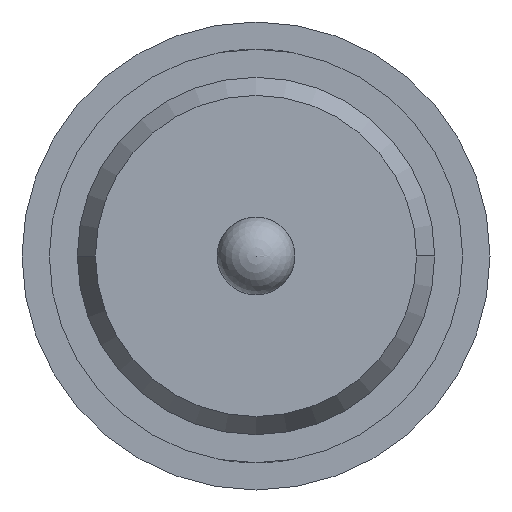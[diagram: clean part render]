
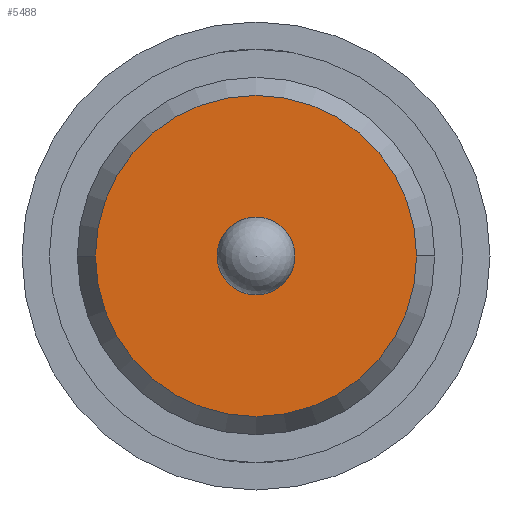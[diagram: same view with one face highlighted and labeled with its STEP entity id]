
A CAD part, front view. The second image highlights one B-rep face of the part: STEP entity #5488.
In plain terms, the highlighted planar face has unit normal (0, -1, 0).
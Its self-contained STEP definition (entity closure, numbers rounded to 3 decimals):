
#169 = CIRCLE ( 'NONE', #3753, 1.03 ) ;
#245 = DIRECTION ( 'NONE',  ( 1., 0., 0. ) ) ;
#365 = DIRECTION ( 'NONE',  ( 0., 1., 0. ) ) ;
#432 = DIRECTION ( 'NONE',  ( 1., 0., 0. ) ) ;
#512 = DIRECTION ( 'NONE',  ( 1., 0., 0. ) ) ;
#516 = VERTEX_POINT ( 'NONE', #2333 ) ;
#533 = CARTESIAN_POINT ( 'NONE',  ( -1.145, -28.6, 0. ) ) ;
#601 = ORIENTED_EDGE ( 'NONE', *, *, #3883, .T. ) ;
#699 = AXIS2_PLACEMENT_3D ( 'NONE', #5091, #365, #2908 ) ;
#902 = FACE_BOUND ( 'NONE', #4821, .T. ) ;
#1027 = CARTESIAN_POINT ( 'NONE',  ( 0., -28.6, 0. ) ) ;
#1243 = CARTESIAN_POINT ( 'NONE',  ( 1.03, -28.6, 0. ) ) ;
#1377 = VERTEX_POINT ( 'NONE', #1243 ) ;
#1460 = AXIS2_PLACEMENT_3D ( 'NONE', #533, #3526, #512 ) ;
#1719 = CARTESIAN_POINT ( 'NONE',  ( 0., -28.6, 0. ) ) ;
#1799 = ORIENTED_EDGE ( 'NONE', *, *, #4171, .T. ) ;
#1964 = CARTESIAN_POINT ( 'NONE',  ( 0., -28.6, 0. ) ) ;
#1986 = CIRCLE ( 'NONE', #2178, 1.03 ) ;
#2178 = AXIS2_PLACEMENT_3D ( 'NONE', #1719, #4333, #432 ) ;
#2289 = ORIENTED_EDGE ( 'NONE', *, *, #2566, .T. ) ;
#2333 = CARTESIAN_POINT ( 'NONE',  ( -1.03, -28.6, 0. ) ) ;
#2386 = CIRCLE ( 'NONE', #5277, 0.25 ) ;
#2397 = CARTESIAN_POINT ( 'NONE',  ( 0., -28.6, -0.25 ) ) ;
#2566 = EDGE_CURVE ( 'Defeature ausgef�hrt1_17+Defeature ausgef�hrt1_14+Defeature ausgef�hrt1_14+Defeature ausgef�hrt1_14', #4085, #5647, #3095, .T. ) ;
#2908 = DIRECTION ( 'NONE',  ( 0., 0., -1. ) ) ;
#3023 = EDGE_CURVE ( 'Defeature ausgef�hrt1_17+Defeature ausgef�hrt1_16+Defeature ausgef�hrt1_16+Defeature ausgef�hrt1_16', #1377, #516, #169, .T. ) ;
#3095 = CIRCLE ( 'NONE', #699, 0.25 ) ;
#3277 = EDGE_LOOP ( 'NONE', ( #1799, #4238 ) ) ;
#3526 = DIRECTION ( 'NONE',  ( 0., -1., 0. ) ) ;
#3735 = DIRECTION ( 'NONE',  ( 0., -1., 0. ) ) ;
#3753 = AXIS2_PLACEMENT_3D ( 'NONE', #1964, #3735, #245 ) ;
#3883 = EDGE_CURVE ( 'Defeature ausgef�hrt1_17+Defeature ausgef�hrt1_14+Defeature ausgef�hrt1_14+Defeature ausgef�hrt1_14', #5647, #4085, #2386, .T. ) ;
#3989 = DIRECTION ( 'NONE',  ( 0., 1., 0. ) ) ;
#4085 = VERTEX_POINT ( 'NONE', #2397 ) ;
#4171 = EDGE_CURVE ( 'Defeature ausgef�hrt1_17+Defeature ausgef�hrt1_16+Defeature ausgef�hrt1_16+Defeature ausgef�hrt1_16', #516, #1377, #1986, .T. ) ;
#4238 = ORIENTED_EDGE ( 'NONE', *, *, #3023, .T. ) ;
#4333 = DIRECTION ( 'NONE',  ( 0., -1., 0. ) ) ;
#4391 = PLANE ( 'NONE',  #1460 ) ;
#4571 = FACE_OUTER_BOUND ( 'NONE', #3277, .T. ) ;
#4821 = EDGE_LOOP ( 'NONE', ( #601, #2289 ) ) ;
#4953 = DIRECTION ( 'NONE',  ( 0., 0., -1. ) ) ;
#5091 = CARTESIAN_POINT ( 'NONE',  ( 0., -28.6, 0. ) ) ;
#5277 = AXIS2_PLACEMENT_3D ( 'NONE', #1027, #3989, #4953 ) ;
#5473 = CARTESIAN_POINT ( 'NONE',  ( 0., -28.6, 0.25 ) ) ;
#5488 = ADVANCED_FACE ( 'Defeature ausgef�hrt1_17', ( #902, #4571 ), #4391, .T. ) ;
#5647 = VERTEX_POINT ( 'NONE', #5473 ) ;
